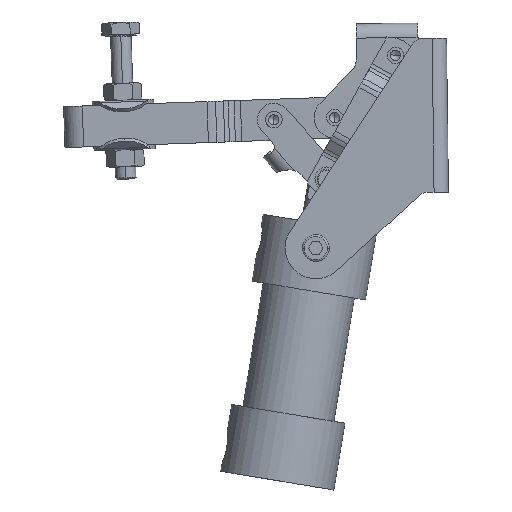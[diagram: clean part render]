
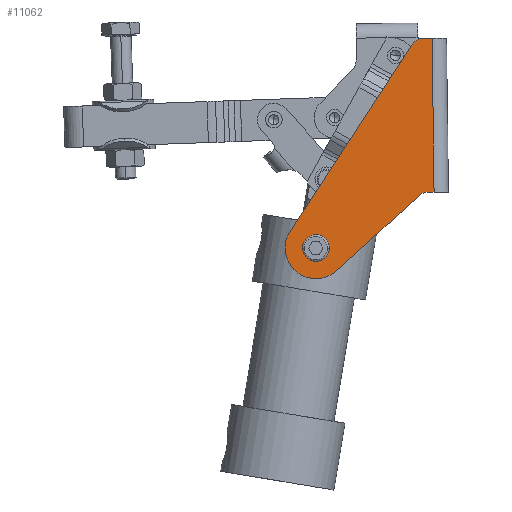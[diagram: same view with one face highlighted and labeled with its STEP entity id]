
A CAD part, front view. The second image highlights one B-rep face of the part: STEP entity #11062.
In plain terms, the highlighted free-form (B-spline) face has degree [1, 1] with [2, 2] control points.
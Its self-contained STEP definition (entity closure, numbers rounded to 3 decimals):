
#10145=CARTESIAN_POINT('',(134.231,54.471,-75.));
#10146=VERTEX_POINT('',#10145);
#10162=CARTESIAN_POINT('',(121.231,54.471,-75.0));
#10163=VERTEX_POINT('',#10162);
#10170=CARTESIAN_POINT('',(127.731,54.471,-75.0));
#10171=DIRECTION('',(0.0,0.0,1.0));
#10172=DIRECTION('',(1.0,0.0,0.0));
#10173=AXIS2_PLACEMENT_3D('',#10170,#10171,#10172);
#10174=CIRCLE('',#10173,6.5);
#10175=EDGE_CURVE('',#10146,#10163,#10174,.T.);
#10460=CARTESIAN_POINT('',(26.937,4.095,-75.0));
#10461=VERTEX_POINT('',#10460);
#10477=CARTESIAN_POINT('',(28.889,6.254,-75.0));
#10478=VERTEX_POINT('',#10477);
#10485=CARTESIAN_POINT('',(32.231,1.271,-75.0));
#10486=DIRECTION('',(0.0,0.0,1.));
#10487=DIRECTION('',(-0.882,0.471,0.0));
#10488=AXIS2_PLACEMENT_3D('',#10485,#10486,#10487);
#10489=CIRCLE('',#10488,6.);
#10490=EDGE_CURVE('',#10478,#10461,#10489,.T.);
#10544=CARTESIAN_POINT('',(101.621,1.823,-75.0));
#10545=VERTEX_POINT('',#10544);
#10561=CARTESIAN_POINT('',(101.231,-0.305,-75.0));
#10562=VERTEX_POINT('',#10561);
#10569=CARTESIAN_POINT('',(107.231,-0.305,-75.0));
#10570=DIRECTION('',(0.0,0.0,-1.0));
#10571=DIRECTION('',(-0.935,0.355,0.0));
#10572=AXIS2_PLACEMENT_3D('',#10569,#10570,#10571);
#10573=CIRCLE('',#10572,6.);
#10574=EDGE_CURVE('',#10562,#10545,#10573,.T.);
#10691=CARTESIAN_POINT('',(102.741,3.675,-75.0));
#10692=VERTEX_POINT('',#10691);
#10693=CARTESIAN_POINT('',(107.231,-0.305,-75.0));
#10694=DIRECTION('',(0.0,0.0,-1.0));
#10695=DIRECTION('',(-0.935,0.355,0.0));
#10696=AXIS2_PLACEMENT_3D('',#10693,#10694,#10695);
#10697=CIRCLE('',#10696,6.);
#10698=EDGE_CURVE('',#10545,#10692,#10697,.T.);
#10749=CARTESIAN_POINT('',(101.231,-3.529,-75.0));
#10750=VERTEX_POINT('',#10749);
#10758=CARTESIAN_POINT('',(101.231,-0.305,-75.0));
#10759=DIRECTION('',(0.0,-1.0,0.0));
#10760=VECTOR('',#10759,3.223);
#10761=LINE('',#10758,#10760);
#10762=EDGE_CURVE('',#10562,#10750,#10761,.T.);
#10942=CARTESIAN_POINT('',(26.231,1.271,-75.0));
#10943=VERTEX_POINT('',#10942);
#10950=CARTESIAN_POINT('',(26.231,-3.529,-75.0));
#10951=VERTEX_POINT('',#10950);
#10952=CARTESIAN_POINT('',(26.231,-3.529,-75.0));
#10953=DIRECTION('',(0.0,1.0,0.0));
#10954=VECTOR('',#10953,4.799);
#10955=LINE('',#10952,#10954);
#10956=EDGE_CURVE('',#10951,#10943,#10955,.T.);
#10992=CARTESIAN_POINT('',(32.231,1.271,-75.0));
#10993=DIRECTION('',(0.0,0.0,1.));
#10994=DIRECTION('',(-0.882,0.471,0.0));
#10995=AXIS2_PLACEMENT_3D('',#10992,#10993,#10994);
#10996=CIRCLE('',#10995,6.);
#10997=EDGE_CURVE('',#10461,#10943,#10996,.T.);
#11010=CARTESIAN_POINT('',(26.231,69.471,-75.0));
#11011=CARTESIAN_POINT('',(142.731,69.471,-75.0));
#11012=CARTESIAN_POINT('',(26.231,-3.529,-75.));
#11013=CARTESIAN_POINT('',(142.731,-3.529,-75.0));
#11014=B_SPLINE_SURFACE_WITH_KNOTS('',1,1,((#11010,#11012),(#11011,#11013)),.UNSPECIFIED.,.F.,.F.,.U.,(2,2),(2,2),(0.0,116.5),(0.0,73.0),.UNSPECIFIED.);
#11015=ORIENTED_EDGE('',*,*,#10490,.F.);
#11016=CARTESIAN_POINT('',(119.377,66.93,-75.));
#11017=VERTEX_POINT('',#11016);
#11018=CARTESIAN_POINT('',(28.889,6.254,-75.0));
#11019=DIRECTION('',(0.831,0.557,0.));
#11020=VECTOR('',#11019,108.948);
#11021=LINE('',#11018,#11020);
#11022=EDGE_CURVE('',#10478,#11017,#11021,.T.);
#11023=ORIENTED_EDGE('',*,*,#11022,.T.);
#11024=CARTESIAN_POINT('',(138.955,44.52,-75.));
#11025=VERTEX_POINT('',#11024);
#11026=CARTESIAN_POINT('',(127.731,54.471,-75.));
#11027=DIRECTION('',(0.,0.,-1.0));
#11028=DIRECTION('',(-0.748,0.663,0.));
#11029=AXIS2_PLACEMENT_3D('',#11026,#11027,#11028);
#11030=CIRCLE('',#11029,15.);
#11031=EDGE_CURVE('',#11017,#11025,#11030,.T.);
#11032=ORIENTED_EDGE('',*,*,#11031,.T.);
#11033=CARTESIAN_POINT('',(138.955,44.52,-75.));
#11034=DIRECTION('',(-0.663,-0.748,0.));
#11035=VECTOR('',#11034,54.587);
#11036=LINE('',#11033,#11035);
#11037=EDGE_CURVE('',#11025,#10692,#11036,.T.);
#11038=ORIENTED_EDGE('',*,*,#11037,.T.);
#11039=ORIENTED_EDGE('',*,*,#10698,.F.);
#11040=ORIENTED_EDGE('',*,*,#10574,.F.);
#11041=ORIENTED_EDGE('',*,*,#10762,.T.);
#11042=CARTESIAN_POINT('',(101.231,-3.529,-75.0));
#11043=DIRECTION('',(-1.0,0.0,0.0));
#11044=VECTOR('',#11043,75.0);
#11045=LINE('',#11042,#11044);
#11046=EDGE_CURVE('',#10750,#10951,#11045,.T.);
#11047=ORIENTED_EDGE('',*,*,#11046,.T.);
#11048=ORIENTED_EDGE('',*,*,#10956,.T.);
#11049=ORIENTED_EDGE('',*,*,#10997,.F.);
#11050=EDGE_LOOP('',(#11015,#11023,#11032,#11038,#11039,#11040,#11041,#11047,#11048,#11049));
#11051=FACE_OUTER_BOUND('',#11050,.T.);
#11052=ORIENTED_EDGE('',*,*,#10175,.T.);
#11053=CARTESIAN_POINT('',(127.731,54.471,-75.0));
#11054=DIRECTION('',(0.0,0.0,1.0));
#11055=DIRECTION('',(1.0,0.0,0.0));
#11056=AXIS2_PLACEMENT_3D('',#11053,#11054,#11055);
#11057=CIRCLE('',#11056,6.5);
#11058=EDGE_CURVE('',#10163,#10146,#11057,.T.);
#11059=ORIENTED_EDGE('',*,*,#11058,.T.);
#11060=EDGE_LOOP('',(#11052,#11059));
#11061=FACE_BOUND('',#11060,.T.);
#11062=ADVANCED_FACE('',(#11051,#11061),#11014,.T.);
